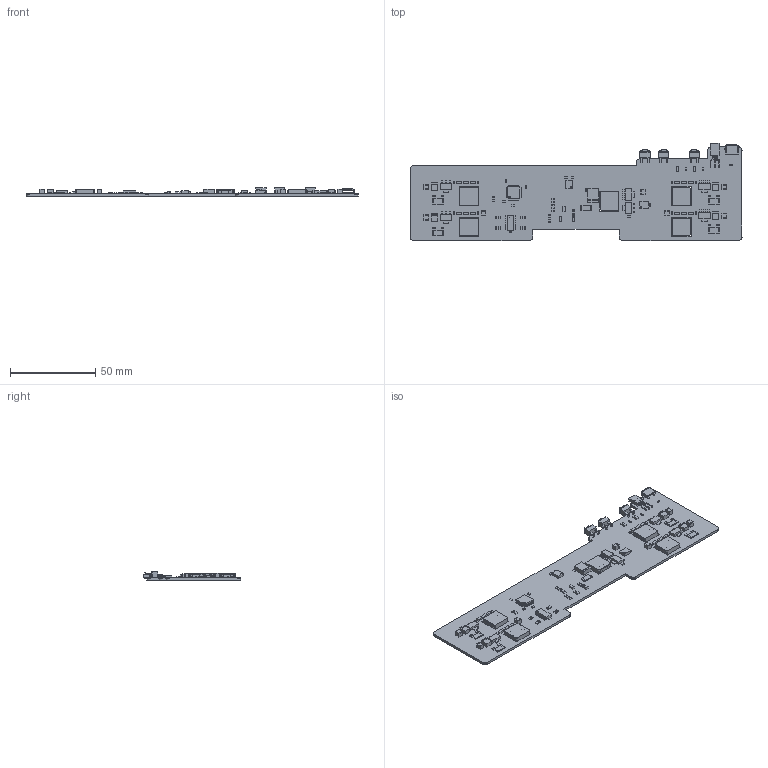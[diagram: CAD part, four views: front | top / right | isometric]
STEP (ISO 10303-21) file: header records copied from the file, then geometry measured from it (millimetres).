
FILE_DESCRIPTION(('Open CASCADE Model'),'2;1');
FILE_NAME('Open CASCADE Shape Model','2016-12-04T08:27:29',('Author'),( 'Open CASCADE'),'Open CASCADE STEP processor 6.2','Open CASCADE 6.2' ,'Unknown');
FILE_SCHEMA(('AUTOMOTIVE_DESIGN { 1 0 10303 214 1 1 1 1 }'));
Length unit declared in the file: millimetre
Products named in the file (233): PCB; Board; C20; 642823360; Extruded; 642826432; C19; C17; C16; 642824128; 642827072; C15; C14; C13; C12; R34; 642829632; 642829760; C11; R30; 642822592; R6; R5; R4; R47; R46; VD14; 642833728; 642833856; C9; 642832448; 642832320; VD20; 642833472; VD19; VT7; 679907168; Cylinder; 642833344; R33 ...
Assembly tree (546 placements, depth 4):
  PCB
    Board
    C20
      642823360  x2
        Extruded
      642826432
        Extruded
    C19
      642823360  x2
        Extruded
      642826432
        Extruded
    C17
      642823360  x2
        Extruded
      642826432
        Extruded
    C16
      642824128  x2
        Extruded
      642827072
        Extruded
    C15
      642824128  x2
        Extruded
      642827072
        Extruded
    C14
      642823360  x2
        Extruded
      642826432
        Extruded
    C13
      642823360  x2
        Extruded
      642826432
        Extruded
    C12
      642823360  x2
        Extruded
      642826432
        Extruded
    R34
      642829632  x2
        Extruded
      642829760
        Extruded
    C11
      642823360  x2
        Extruded
      642826432
        Extruded
    R30
      642823360  x2
        Extruded
      642822592
        Extruded
    R6
      642829632  x2
        Extruded
Bounding box: 195.02 x 57.01 x 5.03 mm (x, y, z)
Volume: 16162 mm3; surface area: 24292.4 mm2
Topology: 379 solids, 379 shells, 2416 faces, 4974 edges, 3316 vertices
Faces by surface type: plane 2412, cylinder 4
Full cylindrical faces by diameter (mm): 0.6 x1, 1 x3
Entity records: 36653 total; most frequent: DIRECTION 5636, CARTESIAN_POINT 5413, LINE 3486, VECTOR 3486, ORIENTED_EDGE 2340, PCURVE 2340, DEFINITIONAL_REPRESENTATION 2340, EDGE_CURVE 1170
